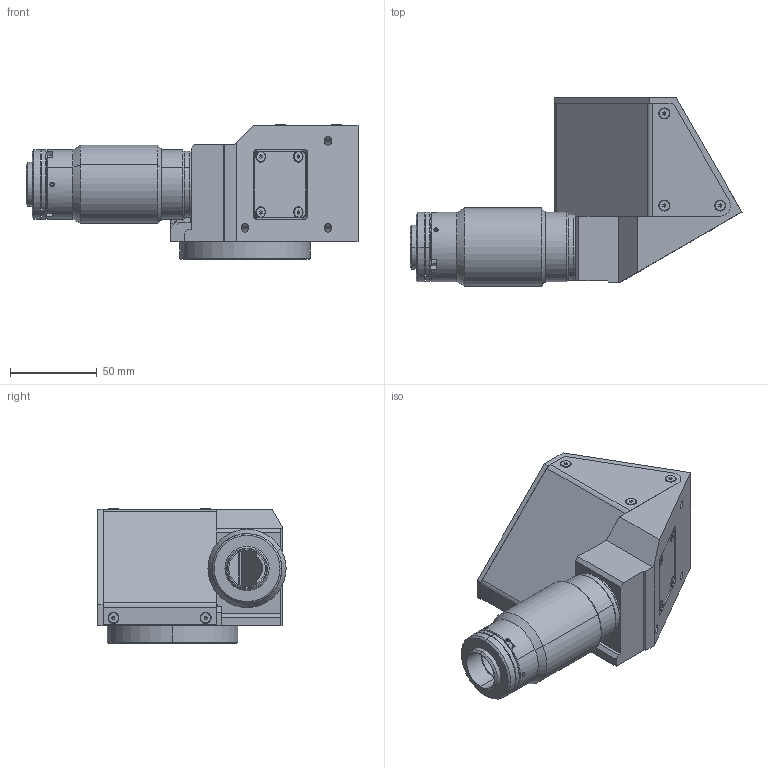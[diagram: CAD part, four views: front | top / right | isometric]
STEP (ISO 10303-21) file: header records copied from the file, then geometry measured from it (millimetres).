
FILE_DESCRIPTION (( 'STEP AP203' ), '1' );
FILE_NAME ('DP23973-C_TCCR4M048-C.step', '2022-02-18T08:49:58', ( '' ), ( '' ), 'SwSTEP 2.0', 'SolidWorks 2021', '' );
FILE_SCHEMA (( 'CONFIG_CONTROL_DESIGN' ));
Length unit declared in the file: millimetre
Products named in the file (1): DP23973-C_TCCR4M048-C
Bounding box: 190.96 x 108.32 x 77.19 mm (x, y, z)
Surface area: 68752.7 mm2 (no closed solid volume)
Topology: 0 solids, 45 shells, 318 faces, 1077 edges, 776 vertices
Faces by surface type: plane 133, cylinder 107, cone 74, sphere 2, torus 2
Entity records: 11813 total; most frequent: CARTESIAN_POINT 2371, DIRECTION 2065, ORIENTED_EDGE 1608, EDGE_CURVE 1051, VERTEX_POINT 776, AXIS2_PLACEMENT_3D 724, VECTOR 617, LINE 617
